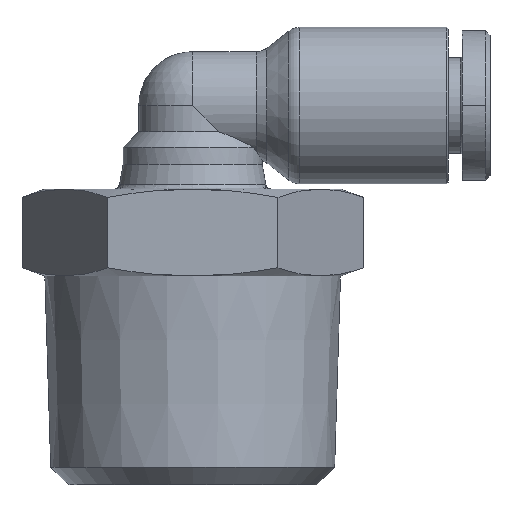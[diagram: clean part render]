
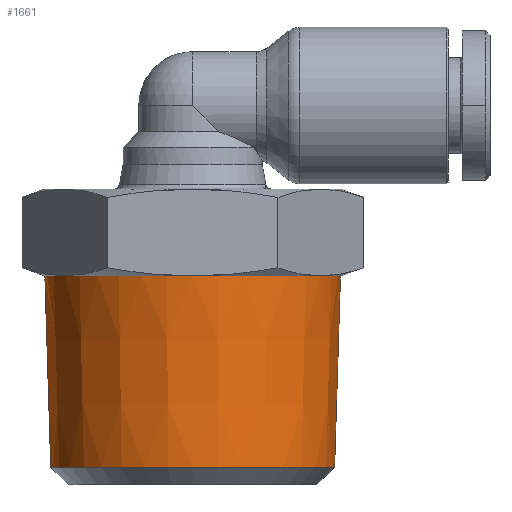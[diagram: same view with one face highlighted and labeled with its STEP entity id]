
A CAD part, front view. The second image highlights one B-rep face of the part: STEP entity #1661.
In plain terms, the highlighted conical face has half-angle 1.754 degrees and reference radius 8.316 mm.
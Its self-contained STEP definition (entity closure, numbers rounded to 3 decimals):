
#1524=CARTESIAN_POINT('',(-13.8,0.,-9.8));
#1525=VERTEX_POINT('',#1524);
#1562=CARTESIAN_POINT('',(3.2,0.,-9.8));
#1563=VERTEX_POINT('',#1562);
#1597=CARTESIAN_POINT('',(-5.3,0.,-15.8));
#1598=DIRECTION('',(0.,0.,1.0));
#1599=DIRECTION('',(1.0,0.0,0.0));
#1600=AXIS2_PLACEMENT_3D('',#1597,#1598,#1599);
#1601=CONICAL_SURFACE('',#1600,8.316,1.754);
#1602=CARTESIAN_POINT('',(2.863,0.,-20.8));
#1603=VERTEX_POINT('',#1602);
#1604=CARTESIAN_POINT('',(3.2,0.,-9.8));
#1605=DIRECTION('',(-0.031,0.,-1.));
#1606=VECTOR('',#1605,11.006);
#1607=LINE('',#1604,#1606);
#1608=EDGE_CURVE('',#1563,#1603,#1607,.T.);
#1609=ORIENTED_EDGE('',*,*,#1608,.F.);
#1610=CARTESIAN_POINT('',(2.061,-4.25,-9.8));
#1611=VERTEX_POINT('',#1610);
#1612=CARTESIAN_POINT('',(-5.3,0.,-9.8));
#1613=DIRECTION('',(0.0,0.0,-1.0));
#1614=DIRECTION('',(1.0,0.0,0.0));
#1615=AXIS2_PLACEMENT_3D('',#1612,#1613,#1614);
#1616=CIRCLE('',#1615,8.5);
#1617=EDGE_CURVE('',#1563,#1611,#1616,.T.);
#1618=ORIENTED_EDGE('',*,*,#1617,.T.);
#1619=CARTESIAN_POINT('',(-5.3,-8.5,-9.8));
#1620=VERTEX_POINT('',#1619);
#1621=CARTESIAN_POINT('',(-5.3,0.,-9.8));
#1622=DIRECTION('',(0.0,0.0,-1.0));
#1623=DIRECTION('',(1.0,0.0,0.0));
#1624=AXIS2_PLACEMENT_3D('',#1621,#1622,#1623);
#1625=CIRCLE('',#1624,8.5);
#1626=EDGE_CURVE('',#1611,#1620,#1625,.T.);
#1627=ORIENTED_EDGE('',*,*,#1626,.T.);
#1628=CARTESIAN_POINT('',(-12.661,-4.25,-9.8));
#1629=VERTEX_POINT('',#1628);
#1630=CARTESIAN_POINT('',(-5.3,0.,-9.8));
#1631=DIRECTION('',(0.0,0.0,-1.0));
#1632=DIRECTION('',(1.0,0.0,0.0));
#1633=AXIS2_PLACEMENT_3D('',#1630,#1631,#1632);
#1634=CIRCLE('',#1633,8.5);
#1635=EDGE_CURVE('',#1620,#1629,#1634,.T.);
#1636=ORIENTED_EDGE('',*,*,#1635,.T.);
#1637=CARTESIAN_POINT('',(-5.3,0.,-9.8));
#1638=DIRECTION('',(0.0,0.0,-1.0));
#1639=DIRECTION('',(1.0,0.0,0.0));
#1640=AXIS2_PLACEMENT_3D('',#1637,#1638,#1639);
#1641=CIRCLE('',#1640,8.5);
#1642=EDGE_CURVE('',#1629,#1525,#1641,.T.);
#1643=ORIENTED_EDGE('',*,*,#1642,.T.);
#1644=CARTESIAN_POINT('',(-13.463,0.,-20.8));
#1645=VERTEX_POINT('',#1644);
#1646=CARTESIAN_POINT('',(-13.463,0.,-20.8));
#1647=DIRECTION('',(-0.031,0.,1.));
#1648=VECTOR('',#1647,11.006);
#1649=LINE('',#1646,#1648);
#1650=EDGE_CURVE('',#1645,#1525,#1649,.T.);
#1651=ORIENTED_EDGE('',*,*,#1650,.F.);
#1652=CARTESIAN_POINT('',(-5.3,0.,-20.8));
#1653=DIRECTION('',(0.0,0.0,-1.0));
#1654=DIRECTION('',(-1.0,0.0,0.0));
#1655=AXIS2_PLACEMENT_3D('',#1652,#1653,#1654);
#1656=CIRCLE('',#1655,8.163);
#1657=EDGE_CURVE('',#1603,#1645,#1656,.T.);
#1658=ORIENTED_EDGE('',*,*,#1657,.F.);
#1659=EDGE_LOOP('',(#1609,#1618,#1627,#1636,#1643,#1651,#1658));
#1660=FACE_OUTER_BOUND('',#1659,.T.);
#1661=ADVANCED_FACE('',(#1660),#1601,.T.);
